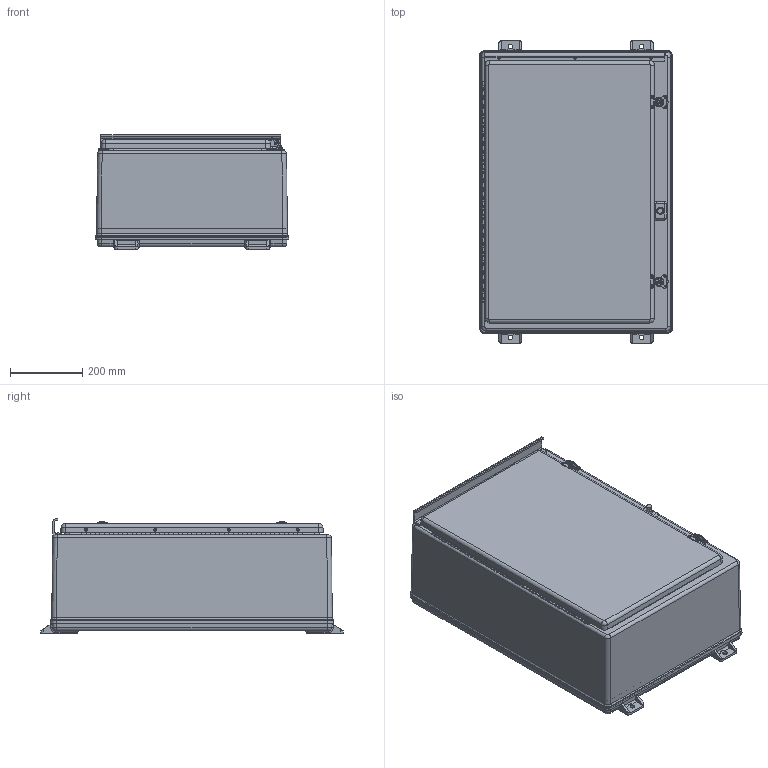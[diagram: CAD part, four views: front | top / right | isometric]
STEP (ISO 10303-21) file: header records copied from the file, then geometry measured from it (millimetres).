
FILE_DESCRIPTION(/* description */ (''),/* implementation_level */ '2;1');
FILE_NAME(/* name */ 'HW-N3R302010CH.stp',/* time_stamp */ '2014-03-14T06:18:28-05:00',/* author */ ('pmescher'),/* organization */ (''),/* preprocessor_version */ 'ST-DEVELOPER v15.2',/* originating_system */ 'Autodesk Inventor 2014',/* authorisation */ '');
FILE_SCHEMA (('AUTOMOTIVE_DESIGN { 1 0 10303 214 3 1 1 }'));
Length unit declared in the file: inch
Products named in the file (25): WPN302010SRT; WPN3020B; N3020RS; 0.13 RIVET PIN; WPN302010RTPCVR; N302010G; WPN3020RU; LL150  LATCH KEEPER PAD; LL150 LATCH RIVET PIN; LL150 KEEPER PAD ASSEMBLY; LL150 LATCH CAM; LL150 LATCH WING; LL150 LATCH BASE; LL150 LATCH HINGE PIN; N SERIES LL150 LATCH; HASP; HASP INSERT; HASP SCREW; HASP ASSEMBLY; SS HINGE PIN (24); SS HINGE COVER (24); SS HINGE BASE  (24); 24; N302010RT_STP
Bounding box: 533.4 x 834.23 x 315.91 mm (x, y, z)
Volume: 8684845.3 mm3; surface area: 3619875.9 mm2
Topology: 40 solids, 40 shells, 1210 faces, 3000 edges, 1867 vertices
Faces by surface type: plane 486, cylinder 476, torus 95, bspline 91, cone 36, sphere 26
Full cylindrical faces by diameter (mm): 1.587 x8, 1.651 x11, 3.175 x49, 3.302 x45, 3.429 x4, 3.5 x4, 3.556 x8, 3.969 x4, 4.762 x4, 5.08 x4, 5.105 x1, 5.11 x1, 6.35 x1, 7.544 x11, 8.64 x2, 10.312 x1, 12.954 x2, 12.959 x2, 14.3 x4
Entity records: 32186 total; most frequent: CARTESIAN_POINT 9162, DIRECTION 4859, ORIENTED_EDGE 4406, EDGE_CURVE 2203, AXIS2_PLACEMENT_3D 1820, VERTEX_POINT 1466, EDGE_LOOP 1277, LINE 1219
